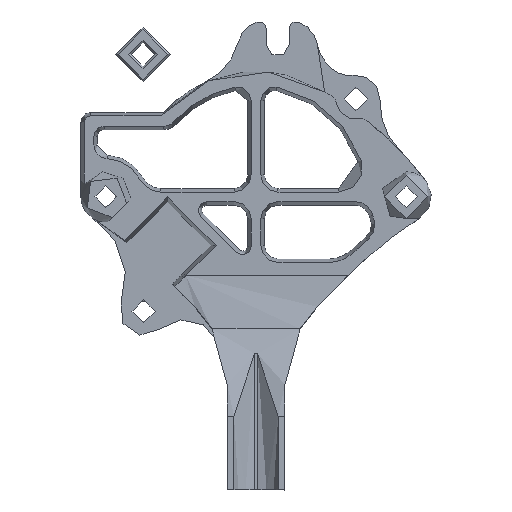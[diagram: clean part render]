
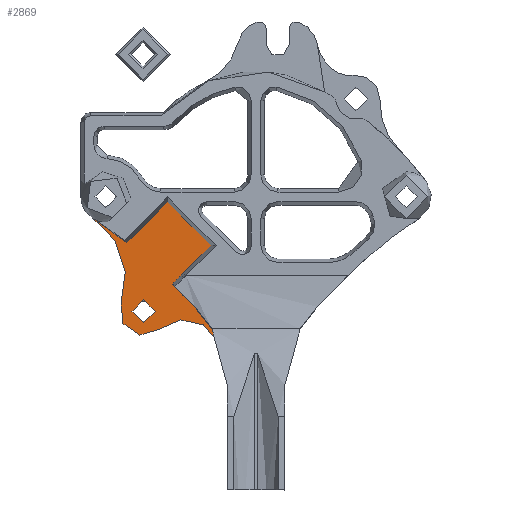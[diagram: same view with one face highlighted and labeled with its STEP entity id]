
A CAD part, top view. The second image highlights one B-rep face of the part: STEP entity #2869.
In plain terms, the highlighted planar face has unit normal (0, 0, 1).
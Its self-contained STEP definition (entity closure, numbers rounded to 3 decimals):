
#178=LINE('',#4897,#394);
#179=LINE('',#4904,#395);
#180=LINE('',#4906,#396);
#394=VECTOR('',#3871,1000.);
#395=VECTOR('',#3878,1000.);
#396=VECTOR('',#3879,1000.);
#558=PLANE('',#3198);
#1022=ORIENTED_EDGE('',*,*,#1721,.F.);
#1023=ORIENTED_EDGE('',*,*,#1480,.T.);
#1024=ORIENTED_EDGE('',*,*,#1722,.F.);
#1025=ORIENTED_EDGE('',*,*,#1723,.T.);
#1026=ORIENTED_EDGE('',*,*,#1724,.F.);
#1027=ORIENTED_EDGE('',*,*,#1475,.T.);
#1028=ORIENTED_EDGE('',*,*,#1477,.F.);
#1029=ORIENTED_EDGE('',*,*,#1725,.F.);
#1030=ORIENTED_EDGE('',*,*,#1726,.F.);
#1031=ORIENTED_EDGE('',*,*,#1727,.F.);
#1475=EDGE_CURVE('',#1894,#1899,#2162,.T.);
#1477=EDGE_CURVE('',#1901,#1899,#2163,.T.);
#1480=EDGE_CURVE('',#1903,#1904,#2165,.T.);
#1721=EDGE_CURVE('',#1903,#2086,#178,.T.);
#1722=EDGE_CURVE('',#2087,#1904,#2273,.T.);
#1723=EDGE_CURVE('',#2087,#2088,#2274,.T.);
#1724=EDGE_CURVE('',#1894,#2088,#2275,.T.);
#1725=EDGE_CURVE('',#2089,#1901,#179,.T.);
#1726=EDGE_CURVE('',#2086,#2089,#180,.T.);
#1727=EDGE_CURVE('',#2090,#2090,#2276,.T.);
#1894=VERTEX_POINT('',#4307);
#1899=VERTEX_POINT('',#4330);
#1901=VERTEX_POINT('',#4335);
#1903=VERTEX_POINT('',#4345);
#1904=VERTEX_POINT('',#4346);
#2086=VERTEX_POINT('',#4898);
#2087=VERTEX_POINT('',#4900);
#2088=VERTEX_POINT('',#4902);
#2089=VERTEX_POINT('',#4905);
#2090=VERTEX_POINT('',#4908);
#2162=CIRCLE('',#3029,16.);
#2163=CIRCLE('',#3031,191.5);
#2165=CIRCLE('',#3034,62.);
#2273=CIRCLE('',#3199,10.357);
#2274=CIRCLE('',#3200,3.5);
#2275=CIRCLE('',#3201,5.424);
#2276=CIRCLE('',#3202,1.7);
#2411=EDGE_LOOP('',(#1022,#1023,#1024,#1025,#1026,#1027,#1028,#1029,#1030));
#2412=EDGE_LOOP('',(#1031));
#2620=FACE_BOUND('',#2411,.T.);
#2621=FACE_BOUND('',#2412,.T.);
#2869=ADVANCED_FACE('',(#2620,#2621),#558,.T.);
#3029=AXIS2_PLACEMENT_3D('',#4331,#3415,#3416);
#3031=AXIS2_PLACEMENT_3D('',#4336,#3420,#3421);
#3034=AXIS2_PLACEMENT_3D('',#4344,#3426,#3427);
#3198=AXIS2_PLACEMENT_3D('',#4896,#3869,#3870);
#3199=AXIS2_PLACEMENT_3D('',#4899,#3872,#3873);
#3200=AXIS2_PLACEMENT_3D('',#4901,#3874,#3875);
#3201=AXIS2_PLACEMENT_3D('',#4903,#3876,#3877);
#3202=AXIS2_PLACEMENT_3D('',#4907,#3880,#3881);
#3415=DIRECTION('',(0.,0.,1.));
#3416=DIRECTION('',(-1.,0.,0.));
#3420=DIRECTION('',(0.,0.,1.));
#3421=DIRECTION('',(-1.,0.,0.));
#3426=DIRECTION('',(0.,0.,1.));
#3427=DIRECTION('',(-1.,0.,0.));
#3869=DIRECTION('',(0.,0.,1.));
#3870=DIRECTION('',(-1.,0.,0.));
#3871=DIRECTION('',(0.707,0.707,0.));
#3872=DIRECTION('',(0.,0.,1.));
#3873=DIRECTION('',(-1.,0.,0.));
#3874=DIRECTION('',(0.,0.,1.));
#3875=DIRECTION('',(-1.,0.,0.));
#3876=DIRECTION('',(0.,0.,1.));
#3877=DIRECTION('',(-1.,0.,0.));
#3878=DIRECTION('',(-0.707,-0.707,0.));
#3879=DIRECTION('',(0.707,-0.707,0.));
#3880=DIRECTION('',(0.,0.,1.));
#3881=DIRECTION('',(-1.,0.,0.));
#4307=CARTESIAN_POINT('',(-5.45,-21.339,2.));
#4330=CARTESIAN_POINT('',(-8.951,-16.133,2.));
#4331=CARTESIAN_POINT('',(-20.22,-27.491,2.));
#4335=CARTESIAN_POINT('',(-12.211,-12.819,2.));
#4336=CARTESIAN_POINT('',(125.925,119.811,2.));
#4344=CARTESIAN_POINT('',(-57.264,-55.415,2.));
#4345=CARTESIAN_POINT('',(-18.849,-6.75,2.));
#4346=CARTESIAN_POINT('',(-23.807,-3.217,2.));
#4896=CARTESIAN_POINT('',(-12.896,-2.212,2.));
#4897=CARTESIAN_POINT('',(-18.49,-6.391,2.));
#4898=CARTESIAN_POINT('',(-12.896,-0.797,2.));
#4899=CARTESIAN_POINT('',(-29.396,-11.937,2.));
#4900=CARTESIAN_POINT('',(-19.692,-15.555,2.));
#4901=CARTESIAN_POINT('',(-16.412,-16.778,2.));
#4902=CARTESIAN_POINT('',(-14.077,-19.385,2.));
#4903=CARTESIAN_POINT('',(-10.457,-23.425,2.));
#4904=CARTESIAN_POINT('',(-12.153,-12.761,2.));
#4905=CARTESIAN_POINT('',(-6.543,-7.151,2.));
#4906=CARTESIAN_POINT('',(-12.896,-0.797,2.));
#4907=CARTESIAN_POINT('',(-16.412,-16.778,2.));
#4908=CARTESIAN_POINT('',(-18.112,-16.778,2.));
